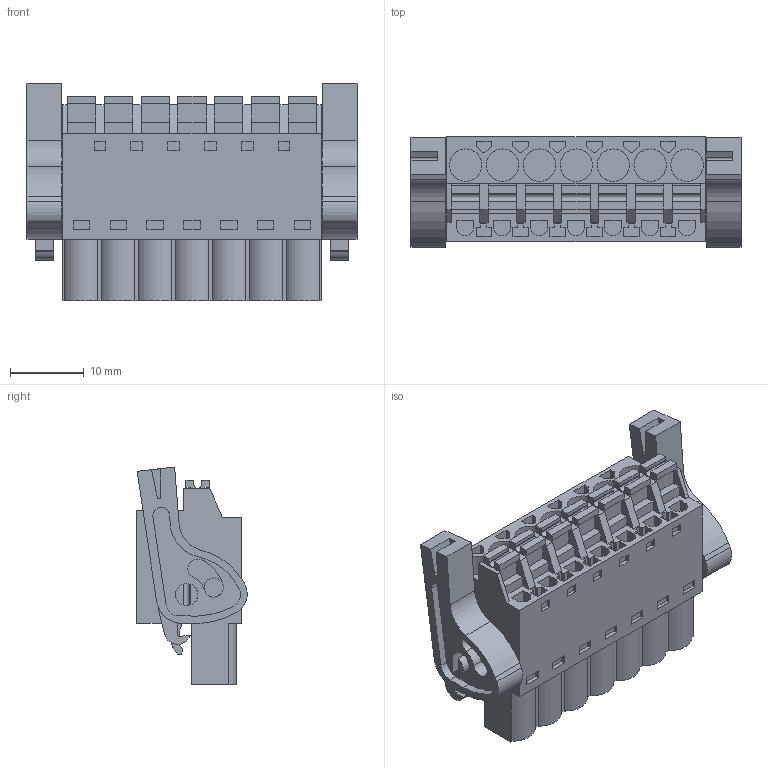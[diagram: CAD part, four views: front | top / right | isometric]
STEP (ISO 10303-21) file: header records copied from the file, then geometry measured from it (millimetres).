
FILE_DESCRIPTION(('CATIA V5 STEP Exchange','CAx-IF Rec.Pracs.--- Model Styling and Organization---1.2---2011-12-15'),'2;1');
FILE_NAME ('D1446678_0_1016390000_1016390000.stp','2017-04-27T13:19:43+00:00',('none'),('Weidmueller'),'CATIA Version 5-6 Release 2014','CATIA V5 STEP AP214','none');
FILE_SCHEMA(('AUTOMOTIVE_DESIGN { 1 0 10303 214 1 1 1 1 }'));
Length unit declared in the file: millimetre
Products named in the file (1): 1016390000
Bounding box: 44.7 x 14.96 x 29.52 mm (x, y, z)
Volume: 9896.5 mm3; surface area: 6645.6 mm2
Topology: 10 solids, 10 shells, 715 faces, 2042 edges, 1412 vertices
Faces by surface type: plane 592, cylinder 119, extrusion 4
Entity records: 22272 total; most frequent: CARTESIAN_POINT 4277, ORIENTED_EDGE 4084, DIRECTION 3015, EDGE_CURVE 2042, VECTOR 1771, LINE 1767, VERTEX_POINT 1412, EDGE_LOOP 800
